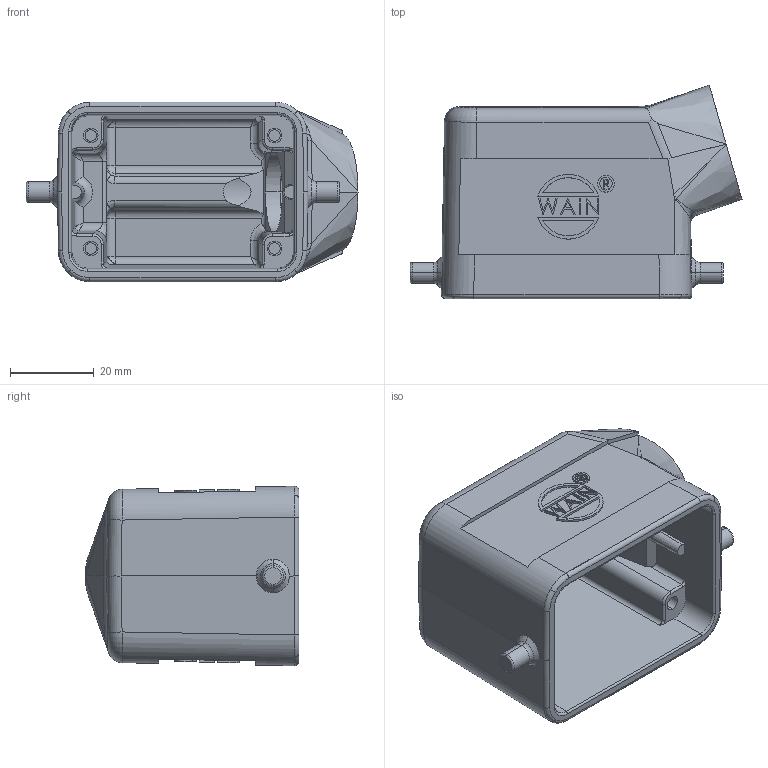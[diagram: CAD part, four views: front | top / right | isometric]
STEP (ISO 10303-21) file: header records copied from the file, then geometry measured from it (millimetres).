
FILE_DESCRIPTION((''),'2;1');
FILE_NAME('3D_1110065101002_H6B-SE-2B-M20_','2019-06-20T',('zl.chen'),(''),'PRO/ENGINEER BY PARAMETRIC TECHNOLOGY CORPORATION, 2013430','PRO/ENGINEER BY PARAMETRIC TECHNOLOGY CORPORATION, 2013430','');
FILE_SCHEMA(('CONFIG_CONTROL_DESIGN','SHAPE_APPEARANCE_LAYERS_GROUPS'));
Length unit declared in the file: millimetre
Products named in the file (1): 3D_1110065101002_H6B-SE-2B-M20_
Bounding box: 79.46 x 51.18 x 42.96 mm (x, y, z)
Volume: 42626.9 mm3; surface area: 22392.7 mm2
Topology: 1 solids, 1 shells, 425 faces, 1055 edges, 659 vertices
Faces by surface type: plane 210, cylinder 119, bspline 61, torus 11, cone 10, extrusion 10, sphere 4
Entity records: 16333 total; most frequent: CARTESIAN_POINT 6739, ORIENTED_EDGE 2094, DIRECTION 1718, EDGE_CURVE 1047, VERTEX_POINT 659, VECTOR 612, LINE 602, AXIS2_PLACEMENT_3D 553
